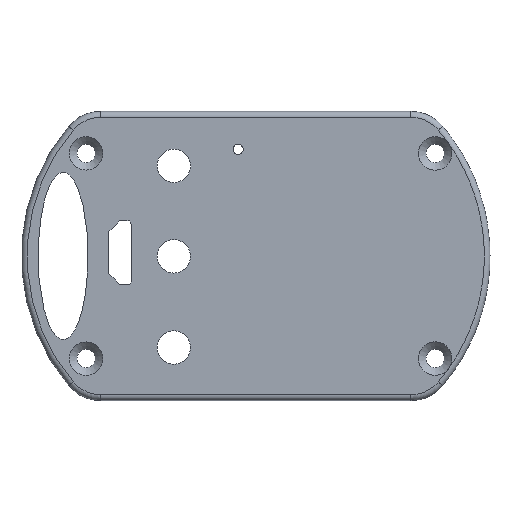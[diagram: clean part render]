
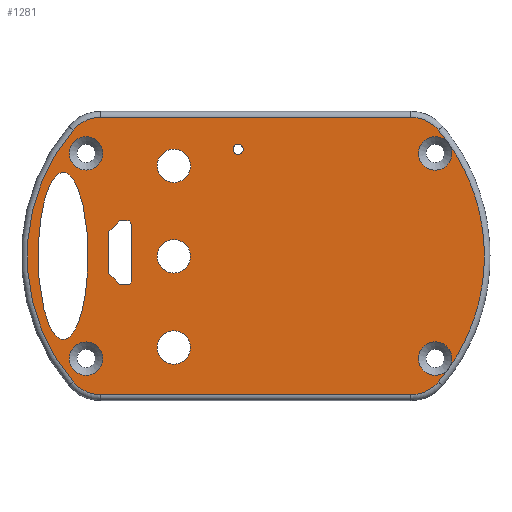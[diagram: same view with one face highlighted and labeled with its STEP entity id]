
A CAD part, front view. The second image highlights one B-rep face of the part: STEP entity #1281.
In plain terms, the highlighted planar face has unit normal (0, -1, 0).
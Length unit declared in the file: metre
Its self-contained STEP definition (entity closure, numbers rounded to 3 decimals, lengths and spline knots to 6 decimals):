
#82=CIRCLE('',#1396,0.002);
#83=CIRCLE('',#1398,0.002);
#84=CIRCLE('',#1400,0.002);
#85=CIRCLE('',#1402,0.0006);
#87=CIRCLE('',#1407,0.0043);
#88=CIRCLE('',#1408,0.023412);
#89=CIRCLE('',#1409,0.0043);
#90=CIRCLE('',#1410,0.0043);
#91=CIRCLE('',#1411,0.023412);
#92=CIRCLE('',#1412,0.0043);
#93=CIRCLE('',#1413,0.002);
#94=CIRCLE('',#1414,0.002);
#95=CIRCLE('',#1415,0.002);
#96=CIRCLE('',#1416,0.002);
#157=LINE('',#2034,#255);
#160=LINE('',#2040,#258);
#162=LINE('',#2044,#260);
#164=LINE('',#2048,#262);
#166=LINE('',#2052,#264);
#168=LINE('',#2056,#266);
#170=LINE('',#2060,#268);
#171=LINE('',#2062,#269);
#172=LINE('',#2122,#270);
#173=LINE('',#2131,#271);
#255=VECTOR('',#1606,1.);
#258=VECTOR('',#1611,1.);
#260=VECTOR('',#1615,1.);
#262=VECTOR('',#1619,1.);
#264=VECTOR('',#1623,1.);
#266=VECTOR('',#1627,1.);
#268=VECTOR('',#1631,1.);
#269=VECTOR('',#1634,1.);
#270=VECTOR('',#1675,1.);
#271=VECTOR('',#1682,1.);
#443=ORIENTED_EDGE('',*,*,#750,.T.);
#444=ORIENTED_EDGE('',*,*,#751,.T.);
#445=ORIENTED_EDGE('',*,*,#752,.T.);
#446=ORIENTED_EDGE('',*,*,#753,.T.);
#447=ORIENTED_EDGE('',*,*,#754,.T.);
#448=ORIENTED_EDGE('',*,*,#755,.T.);
#449=ORIENTED_EDGE('',*,*,#756,.T.);
#450=ORIENTED_EDGE('',*,*,#757,.T.);
#451=ORIENTED_EDGE('',*,*,#758,.T.);
#452=ORIENTED_EDGE('',*,*,#759,.T.);
#453=ORIENTED_EDGE('',*,*,#760,.T.);
#454=ORIENTED_EDGE('',*,*,#761,.T.);
#455=ORIENTED_EDGE('',*,*,#748,.F.);
#456=ORIENTED_EDGE('',*,*,#747,.F.);
#457=ORIENTED_EDGE('',*,*,#746,.F.);
#458=ORIENTED_EDGE('',*,*,#745,.F.);
#459=ORIENTED_EDGE('',*,*,#744,.F.);
#460=ORIENTED_EDGE('',*,*,#725,.F.);
#461=ORIENTED_EDGE('',*,*,#728,.F.);
#462=ORIENTED_EDGE('',*,*,#730,.F.);
#463=ORIENTED_EDGE('',*,*,#732,.F.);
#464=ORIENTED_EDGE('',*,*,#734,.F.);
#465=ORIENTED_EDGE('',*,*,#736,.F.);
#466=ORIENTED_EDGE('',*,*,#738,.F.);
#467=ORIENTED_EDGE('',*,*,#739,.F.);
#725=EDGE_CURVE('',#891,#892,#157,.T.);
#728=EDGE_CURVE('',#893,#891,#160,.T.);
#730=EDGE_CURVE('',#894,#893,#162,.T.);
#732=EDGE_CURVE('',#895,#894,#164,.T.);
#734=EDGE_CURVE('',#896,#895,#166,.T.);
#736=EDGE_CURVE('',#897,#896,#168,.T.);
#738=EDGE_CURVE('',#898,#897,#170,.T.);
#739=EDGE_CURVE('',#892,#898,#171,.T.);
#744=EDGE_CURVE('',#903,#903,#82,.T.);
#745=EDGE_CURVE('',#904,#904,#83,.T.);
#746=EDGE_CURVE('',#905,#905,#84,.T.);
#747=EDGE_CURVE('',#906,#906,#85,.T.);
#748=EDGE_CURVE('',#907,#907,#961,.T.);
#750=EDGE_CURVE('',#908,#909,#172,.T.);
#751=EDGE_CURVE('',#909,#910,#87,.T.);
#752=EDGE_CURVE('',#910,#911,#88,.T.);
#753=EDGE_CURVE('',#911,#912,#89,.T.);
#754=EDGE_CURVE('',#912,#913,#173,.T.);
#755=EDGE_CURVE('',#913,#914,#90,.T.);
#756=EDGE_CURVE('',#914,#915,#91,.T.);
#757=EDGE_CURVE('',#915,#908,#92,.T.);
#758=EDGE_CURVE('',#916,#916,#93,.F.);
#759=EDGE_CURVE('',#917,#917,#94,.F.);
#760=EDGE_CURVE('',#918,#918,#95,.F.);
#761=EDGE_CURVE('',#919,#919,#96,.F.);
#891=VERTEX_POINT('',#2033);
#892=VERTEX_POINT('',#2035);
#893=VERTEX_POINT('',#2039);
#894=VERTEX_POINT('',#2043);
#895=VERTEX_POINT('',#2047);
#896=VERTEX_POINT('',#2051);
#897=VERTEX_POINT('',#2055);
#898=VERTEX_POINT('',#2059);
#903=VERTEX_POINT('',#2077);
#904=VERTEX_POINT('',#2080);
#905=VERTEX_POINT('',#2083);
#906=VERTEX_POINT('',#2086);
#907=VERTEX_POINT('',#2118);
#908=VERTEX_POINT('',#2123);
#909=VERTEX_POINT('',#2124);
#910=VERTEX_POINT('',#2126);
#911=VERTEX_POINT('',#2128);
#912=VERTEX_POINT('',#2130);
#913=VERTEX_POINT('',#2132);
#914=VERTEX_POINT('',#2134);
#915=VERTEX_POINT('',#2136);
#916=VERTEX_POINT('',#2139);
#917=VERTEX_POINT('',#2141);
#918=VERTEX_POINT('',#2143);
#919=VERTEX_POINT('',#2145);
#961=ELLIPSE('',#1403,0.01,0.003);
#1020=EDGE_LOOP('',(#443,#444,#445,#446,#447,#448,#449,#450));
#1021=EDGE_LOOP('',(#451));
#1022=EDGE_LOOP('',(#452));
#1023=EDGE_LOOP('',(#453));
#1024=EDGE_LOOP('',(#454));
#1025=EDGE_LOOP('',(#455));
#1026=EDGE_LOOP('',(#456));
#1027=EDGE_LOOP('',(#457));
#1028=EDGE_LOOP('',(#458));
#1029=EDGE_LOOP('',(#459));
#1030=EDGE_LOOP('',(#460,#461,#462,#463,#464,#465,#466,#467));
#1144=FACE_BOUND('',#1020,.T.);
#1145=FACE_BOUND('',#1021,.T.);
#1146=FACE_BOUND('',#1022,.T.);
#1147=FACE_BOUND('',#1023,.T.);
#1148=FACE_BOUND('',#1024,.T.);
#1149=FACE_BOUND('',#1025,.T.);
#1150=FACE_BOUND('',#1026,.T.);
#1151=FACE_BOUND('',#1027,.T.);
#1152=FACE_BOUND('',#1028,.T.);
#1153=FACE_BOUND('',#1029,.T.);
#1154=FACE_BOUND('',#1030,.T.);
#1230=PLANE('',#1406);
#1281=ADVANCED_FACE('',(#1144,#1145,#1146,#1147,#1148,#1149,#1150,#1151,
#1152,#1153,#1154),#1230,.T.);
#1396=AXIS2_PLACEMENT_3D('',#2076,#1653,#1654);
#1398=AXIS2_PLACEMENT_3D('',#2079,#1657,#1658);
#1400=AXIS2_PLACEMENT_3D('',#2082,#1661,#1662);
#1402=AXIS2_PLACEMENT_3D('',#2085,#1665,#1666);
#1403=AXIS2_PLACEMENT_3D('',#2117,#1667,#1668);
#1406=AXIS2_PLACEMENT_3D('',#2121,#1673,#1674);
#1407=AXIS2_PLACEMENT_3D('',#2125,#1676,#1677);
#1408=AXIS2_PLACEMENT_3D('',#2127,#1678,#1679);
#1409=AXIS2_PLACEMENT_3D('',#2129,#1680,#1681);
#1410=AXIS2_PLACEMENT_3D('',#2133,#1683,#1684);
#1411=AXIS2_PLACEMENT_3D('',#2135,#1685,#1686);
#1412=AXIS2_PLACEMENT_3D('',#2137,#1687,#1688);
#1413=AXIS2_PLACEMENT_3D('',#2138,#1689,#1690);
#1414=AXIS2_PLACEMENT_3D('',#2140,#1691,#1692);
#1415=AXIS2_PLACEMENT_3D('',#2142,#1693,#1694);
#1416=AXIS2_PLACEMENT_3D('',#2144,#1695,#1696);
#1606=DIRECTION('',(0.,0.,-1.));
#1611=DIRECTION('',(-0.7,0.,-0.714));
#1615=DIRECTION('',(-1.,0.,0.));
#1619=DIRECTION('',(-0.592,0.,0.806));
#1623=DIRECTION('',(0.,0.,1.));
#1627=DIRECTION('',(0.571,0.,0.821));
#1631=DIRECTION('',(1.,0.,0.));
#1634=DIRECTION('',(0.688,0.,-0.726));
#1653=DIRECTION('',(0.,-1.,0.));
#1654=DIRECTION('',(0.,0.,-1.));
#1657=DIRECTION('',(0.,-1.,0.));
#1658=DIRECTION('',(0.,0.,-1.));
#1661=DIRECTION('',(0.,-1.,0.));
#1662=DIRECTION('',(0.,0.,-1.));
#1665=DIRECTION('',(0.,-1.,0.));
#1666=DIRECTION('',(0.,0.,-1.));
#1667=DIRECTION('',(0.,-1.,0.));
#1668=DIRECTION('',(0.,0.,1.));
#1673=DIRECTION('',(0.,-1.,0.));
#1674=DIRECTION('',(1.,0.,0.));
#1675=DIRECTION('',(1.,0.,0.));
#1676=DIRECTION('',(0.,-1.,0.));
#1677=DIRECTION('',(0.,0.,-1.));
#1678=DIRECTION('',(0.,-1.,0.));
#1679=DIRECTION('',(0.,0.,-1.));
#1680=DIRECTION('',(0.,-1.,0.));
#1681=DIRECTION('',(0.,0.,-1.));
#1682=DIRECTION('',(-1.,0.,0.));
#1683=DIRECTION('',(0.,-1.,0.));
#1684=DIRECTION('',(0.,0.,-1.));
#1685=DIRECTION('',(0.,-1.,0.));
#1686=DIRECTION('',(0.,0.,-1.));
#1687=DIRECTION('',(0.,-1.,0.));
#1688=DIRECTION('',(0.,0.,-1.));
#1689=DIRECTION('',(0.,-1.,0.));
#1690=DIRECTION('',(0.,0.,-1.));
#1691=DIRECTION('',(0.,-1.,0.));
#1692=DIRECTION('',(0.,0.,-1.));
#1693=DIRECTION('',(0.,-1.,0.));
#1694=DIRECTION('',(0.,0.,-1.));
#1695=DIRECTION('',(0.,-1.,0.));
#1696=DIRECTION('',(0.,0.,-1.));
#2033=CARTESIAN_POINT('',(0.022254,-0.001,0.04467));
#2034=CARTESIAN_POINT('',(0.022254,-0.001,0.042152));
#2035=CARTESIAN_POINT('',(0.022254,-0.001,0.039634));
#2039=CARTESIAN_POINT('',(0.02349,-0.001,0.045931));
#2040=CARTESIAN_POINT('',(0.022872,-0.001,0.0453));
#2043=CARTESIAN_POINT('',(0.024675,-0.001,0.045931));
#2044=CARTESIAN_POINT('',(0.024083,-0.001,0.045931));
#2047=CARTESIAN_POINT('',(0.025001,-0.001,0.045488));
#2048=CARTESIAN_POINT('',(0.024838,-0.001,0.045709));
#2051=CARTESIAN_POINT('',(0.025001,-0.001,0.038779));
#2052=CARTESIAN_POINT('',(0.025001,-0.001,0.042133));
#2055=CARTESIAN_POINT('',(0.024701,-0.001,0.038348));
#2056=CARTESIAN_POINT('',(0.024851,-0.001,0.038564));
#2059=CARTESIAN_POINT('',(0.023472,-0.001,0.038348));
#2060=CARTESIAN_POINT('',(0.024086,-0.001,0.038348));
#2062=CARTESIAN_POINT('',(0.022863,-0.001,0.038991));
#2076=CARTESIAN_POINT('',(0.030027,-0.001,0.041689));
#2077=CARTESIAN_POINT('',(0.030027,-0.001,0.039689));
#2079=CARTESIAN_POINT('',(0.030027,-0.001,0.030771));
#2080=CARTESIAN_POINT('',(0.030027,-0.001,0.028771));
#2082=CARTESIAN_POINT('',(0.030027,-0.001,0.052521));
#2083=CARTESIAN_POINT('',(0.030027,-0.001,0.050521));
#2085=CARTESIAN_POINT('',(0.037717,-0.001,0.054501));
#2086=CARTESIAN_POINT('',(0.037717,-0.001,0.053901));
#2117=CARTESIAN_POINT('',(0.01677,-0.001,0.041728));
#2118=CARTESIAN_POINT('',(0.01677,-0.001,0.051728));
#2121=CARTESIAN_POINT('',(0.039832,-0.001,0.041728));
#2122=CARTESIAN_POINT('',(0.0584,-0.001,0.025115));
#2123=CARTESIAN_POINT('',(0.021265,-0.001,0.025115));
#2124=CARTESIAN_POINT('',(0.0584,-0.001,0.025115));
#2125=CARTESIAN_POINT('',(0.0584,-0.001,0.029415));
#2126=CARTESIAN_POINT('',(0.061688,-0.001,0.026645));
#2127=CARTESIAN_POINT('',(0.043783,-0.001,0.041728));
#2128=CARTESIAN_POINT('',(0.061688,-0.001,0.056812));
#2129=CARTESIAN_POINT('',(0.0584,-0.001,0.054041));
#2130=CARTESIAN_POINT('',(0.0584,-0.001,0.058341));
#2131=CARTESIAN_POINT('',(0.021265,-0.001,0.058341));
#2132=CARTESIAN_POINT('',(0.021265,-0.001,0.058341));
#2133=CARTESIAN_POINT('',(0.021265,-0.001,0.054041));
#2134=CARTESIAN_POINT('',(0.017976,-0.001,0.056812));
#2135=CARTESIAN_POINT('',(0.035882,-0.001,0.041728));
#2136=CARTESIAN_POINT('',(0.017976,-0.001,0.026645));
#2137=CARTESIAN_POINT('',(0.021265,-0.001,0.029415));
#2138=CARTESIAN_POINT('',(0.019515,-0.001,0.054014));
#2139=CARTESIAN_POINT('',(0.019515,-0.001,0.052014));
#2140=CARTESIAN_POINT('',(0.019515,-0.001,0.029442));
#2141=CARTESIAN_POINT('',(0.019515,-0.001,0.027442));
#2142=CARTESIAN_POINT('',(0.061315,-0.001,0.029442));
#2143=CARTESIAN_POINT('',(0.061315,-0.001,0.027442));
#2144=CARTESIAN_POINT('',(0.061315,-0.001,0.054014));
#2145=CARTESIAN_POINT('',(0.061315,-0.001,0.052014));
